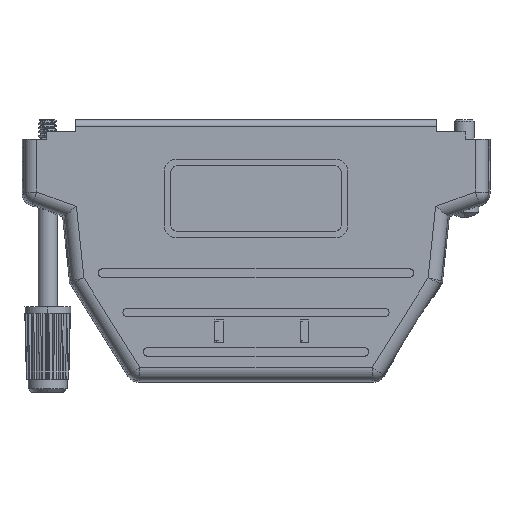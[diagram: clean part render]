
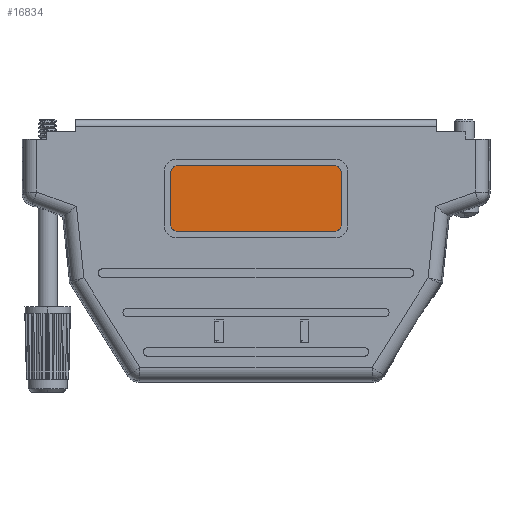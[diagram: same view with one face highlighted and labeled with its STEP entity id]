
A CAD part, front view. The second image highlights one B-rep face of the part: STEP entity #16834.
In plain terms, the highlighted planar face has unit normal (0, -1, 0).
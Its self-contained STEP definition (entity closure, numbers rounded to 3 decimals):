
#400 = VECTOR ( 'NONE', #11462, 1000. ) ;
#415 = CARTESIAN_POINT ( 'NONE',  ( 12., -7.5, -7. ) ) ;
#1203 = EDGE_CURVE ( 'NONE', #22345, #2808, #29261, .T. ) ;
#1331 = CIRCLE ( 'NONE', #19833, 1. ) ;
#1604 = VERTEX_POINT ( 'NONE', #3148 ) ;
#1618 = PLANE ( 'NONE',  #5254 ) ;
#2419 = DIRECTION ( 'NONE',  ( 0., -1., 0. ) ) ;
#2777 = DIRECTION ( 'NONE',  ( 0., 0., 1. ) ) ;
#2808 = VERTEX_POINT ( 'NONE', #5273 ) ;
#2898 = CARTESIAN_POINT ( 'NONE',  ( -12., -7.5, -16. ) ) ;
#3148 = CARTESIAN_POINT ( 'NONE',  ( 12., -7.5, -7. ) ) ;
#4504 = DIRECTION ( 'NONE',  ( 0., -1., 0. ) ) ;
#5024 = DIRECTION ( 'NONE',  ( -1., 0., 0. ) ) ;
#5254 = AXIS2_PLACEMENT_3D ( 'NONE', #6401, #16491, #9216 ) ;
#5273 = CARTESIAN_POINT ( 'NONE',  ( -13., -7.5, -8. ) ) ;
#6401 = CARTESIAN_POINT ( 'NONE',  ( 0., -7.5, 0. ) ) ;
#6553 = ORIENTED_EDGE ( 'NONE', *, *, #20137, .T. ) ;
#7700 = DIRECTION ( 'NONE',  ( 0., 0., 1. ) ) ;
#9216 = DIRECTION ( 'NONE',  ( 0., 0., 1. ) ) ;
#9696 = AXIS2_PLACEMENT_3D ( 'NONE', #14932, #4504, #25030 ) ;
#10717 = CARTESIAN_POINT ( 'NONE',  ( 13., -7.5, -8. ) ) ;
#11462 = DIRECTION ( 'NONE',  ( 0., 0., -1. ) ) ;
#11596 = DIRECTION ( 'NONE',  ( 0., 0., 1. ) ) ;
#12242 = VERTEX_POINT ( 'NONE', #18309 ) ;
#12336 = CARTESIAN_POINT ( 'NONE',  ( -12., -7.5, -8. ) ) ;
#12338 = CIRCLE ( 'NONE', #9696, 1. ) ;
#12716 = ORIENTED_EDGE ( 'NONE', *, *, #22211, .T. ) ;
#12998 = DIRECTION ( 'NONE',  ( 0., 0., 1. ) ) ;
#13292 = AXIS2_PLACEMENT_3D ( 'NONE', #2898, #25739, #12998 ) ;
#13427 = VECTOR ( 'NONE', #19907, 1000. ) ;
#14575 = ORIENTED_EDGE ( 'NONE', *, *, #29748, .T. ) ;
#14768 = LINE ( 'NONE', #24862, #400 ) ;
#14932 = CARTESIAN_POINT ( 'NONE',  ( 12., -7.5, -16. ) ) ;
#15504 = LINE ( 'NONE', #10717, #21216 ) ;
#15559 = ORIENTED_EDGE ( 'NONE', *, *, #22620, .T. ) ;
#15750 = CARTESIAN_POINT ( 'NONE',  ( -13., -7.5, -16. ) ) ;
#16336 = CARTESIAN_POINT ( 'NONE',  ( -12., -7.5, -17. ) ) ;
#16390 = CARTESIAN_POINT ( 'NONE',  ( 12., -7.5, -8. ) ) ;
#16491 = DIRECTION ( 'NONE',  ( 0., 1., 0. ) ) ;
#16718 = DIRECTION ( 'NONE',  ( 0., -1., 0. ) ) ;
#16735 = VERTEX_POINT ( 'NONE', #16336 ) ;
#16834 = ADVANCED_FACE ( 'NONE', ( #32392 ), #1618, .F. ) ;
#16890 = CARTESIAN_POINT ( 'NONE',  ( 13., -7.5, -16. ) ) ;
#17168 = ORIENTED_EDGE ( 'NONE', *, *, #26998, .T. ) ;
#17170 = EDGE_CURVE ( 'NONE', #16735, #12242, #28889, .T. ) ;
#18309 = CARTESIAN_POINT ( 'NONE',  ( 12., -7.5, -17. ) ) ;
#18635 = VERTEX_POINT ( 'NONE', #20062 ) ;
#18658 = ORIENTED_EDGE ( 'NONE', *, *, #17170, .T. ) ;
#19052 = EDGE_LOOP ( 'NONE', ( #23526, #18658, #14575, #17168, #6553, #12716, #32100, #15559 ) ) ;
#19833 = AXIS2_PLACEMENT_3D ( 'NONE', #16390, #16718, #11596 ) ;
#19907 = DIRECTION ( 'NONE',  ( 1., 0., 0. ) ) ;
#20062 = CARTESIAN_POINT ( 'NONE',  ( 13., -7.5, -8. ) ) ;
#20137 = EDGE_CURVE ( 'NONE', #18635, #1604, #1331, .T. ) ;
#21216 = VECTOR ( 'NONE', #2777, 1000. ) ;
#22211 = EDGE_CURVE ( 'NONE', #1604, #22345, #27875, .T. ) ;
#22345 = VERTEX_POINT ( 'NONE', #31190 ) ;
#22620 = EDGE_CURVE ( 'NONE', #2808, #24041, #14768, .T. ) ;
#23526 = ORIENTED_EDGE ( 'NONE', *, *, #27483, .T. ) ;
#24041 = VERTEX_POINT ( 'NONE', #15750 ) ;
#24862 = CARTESIAN_POINT ( 'NONE',  ( -13., -7.5, -8. ) ) ;
#25030 = DIRECTION ( 'NONE',  ( 0., 0., 1. ) ) ;
#25450 = CIRCLE ( 'NONE', #13292, 1. ) ;
#25739 = DIRECTION ( 'NONE',  ( 0., -1., 0. ) ) ;
#26998 = EDGE_CURVE ( 'NONE', #30251, #18635, #15504, .T. ) ;
#27483 = EDGE_CURVE ( 'NONE', #24041, #16735, #25450, .T. ) ;
#27875 = LINE ( 'NONE', #415, #31046 ) ;
#28732 = AXIS2_PLACEMENT_3D ( 'NONE', #12336, #2419, #7700 ) ;
#28889 = LINE ( 'NONE', #29207, #13427 ) ;
#29207 = CARTESIAN_POINT ( 'NONE',  ( 12., -7.5, -17. ) ) ;
#29261 = CIRCLE ( 'NONE', #28732, 1. ) ;
#29748 = EDGE_CURVE ( 'NONE', #12242, #30251, #12338, .T. ) ;
#30251 = VERTEX_POINT ( 'NONE', #16890 ) ;
#31046 = VECTOR ( 'NONE', #5024, 1000. ) ;
#31190 = CARTESIAN_POINT ( 'NONE',  ( -12., -7.5, -7. ) ) ;
#32100 = ORIENTED_EDGE ( 'NONE', *, *, #1203, .T. ) ;
#32392 = FACE_OUTER_BOUND ( 'NONE', #19052, .T. ) ;
